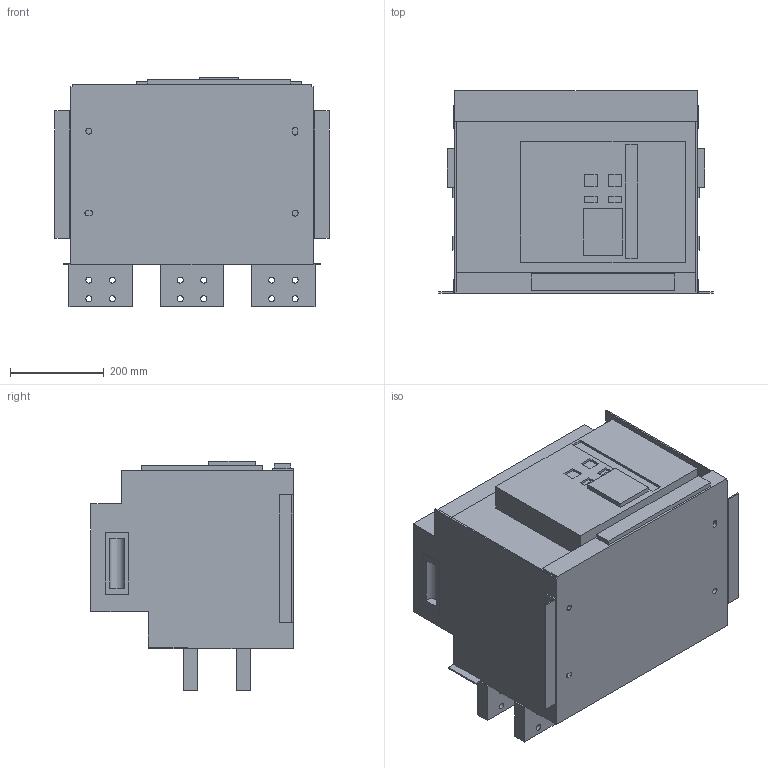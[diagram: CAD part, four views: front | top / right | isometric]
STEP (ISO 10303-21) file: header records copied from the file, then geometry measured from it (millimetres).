
FILE_DESCRIPTION(/* description */ (''),/* implementation_level */ '2;1');
FILE_NAME(/* name */ '4000 3P.stp',/* time_stamp */ '2024-04-18T13:26:43+08:00',/* author */ (''),/* organization */ (''),/* preprocessor_version */ 'ST-DEVELOPER v16',/* originating_system */ 'SIEMENS PLM Software NX 10.0',/* authorisation */ '');
FILE_SCHEMA (('CONFIG_CONTROL_DESIGN'));
Length unit declared in the file: millimetre
Products named in the file (1): 4000 3P
Bounding box: 585 x 432 x 490 mm (x, y, z)
Volume: 77430909.7 mm3; surface area: 1517897.5 mm2
Topology: 1 solids, 1 shells, 173 faces, 459 edges, 308 vertices
Faces by surface type: plane 138, cylinder 35
Full cylindrical faces by diameter (mm): 13 x25
Entity records: 5242 total; most frequent: CARTESIAN_POINT 884, ORIENTED_EDGE 836, DIRECTION 836, EDGE_CURVE 418, LINE 348, VECTOR 348, VERTEX_POINT 292, EDGE_LOOP 266
